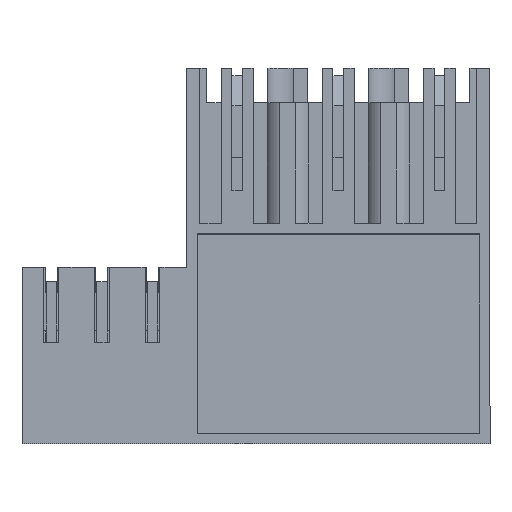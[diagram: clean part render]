
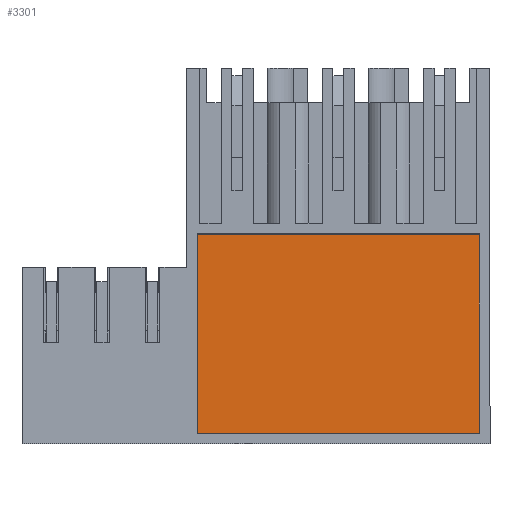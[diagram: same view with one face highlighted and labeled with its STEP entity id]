
A CAD part, top view. The second image highlights one B-rep face of the part: STEP entity #3301.
In plain terms, the highlighted planar face has unit normal (0, 0, 1).
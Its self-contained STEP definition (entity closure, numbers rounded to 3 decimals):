
#1761=AXIS2_PLACEMENT_3D('Plane Axis2P3D',#1758,#1759,#1760) ;
#1758=CARTESIAN_POINT('Axis2P3D Location',(78.21,-28.3,13.3)) ;
#2918=CARTESIAN_POINT('Line Origine',(-11.43,-27.5,13.3)) ;
#2922=CARTESIAN_POINT('Vertex',(-0.8,-27.5,13.3)) ;
#2924=CARTESIAN_POINT('Vertex',(-22.06,-27.5,13.3)) ;
#2949=CARTESIAN_POINT('Line Origine',(-22.06,-20.,13.3)) ;
#2953=CARTESIAN_POINT('Vertex',(-22.06,-12.5,13.3)) ;
#2973=CARTESIAN_POINT('Line Origine',(-11.43,-12.5,13.3)) ;
#2977=CARTESIAN_POINT('Vertex',(-0.8,-12.5,13.3)) ;
#3290=CARTESIAN_POINT('Line Origine',(-0.8,-20.,13.3)) ;
#1759=DIRECTION('Axis2P3D Direction',(0.,0.,1.)) ;
#1760=DIRECTION('Axis2P3D XDirection',(1.,0.,0.)) ;
#2919=DIRECTION('Vector Direction',(-1.,0.,0.)) ;
#2950=DIRECTION('Vector Direction',(0.,1.,0.)) ;
#2974=DIRECTION('Vector Direction',(1.,0.,0.)) ;
#3291=DIRECTION('Vector Direction',(0.,1.,0.)) ;
#2920=VECTOR('Line Direction',#2919,1.) ;
#2951=VECTOR('Line Direction',#2950,1.) ;
#2975=VECTOR('Line Direction',#2974,1.) ;
#3292=VECTOR('Line Direction',#3291,1.) ;
#3296=ORIENTED_EDGE('',*,*,#2979,.F.) ;
#3297=ORIENTED_EDGE('',*,*,#2955,.F.) ;
#3298=ORIENTED_EDGE('',*,*,#2926,.F.) ;
#3299=ORIENTED_EDGE('',*,*,#3294,.T.) ;
#3301=ADVANCED_FACE('HOUSING',(#3300),#1762,.T.) ;
#2926=EDGE_CURVE('',#2923,#2925,#2921,.T.) ;
#2955=EDGE_CURVE('',#2925,#2954,#2952,.T.) ;
#2979=EDGE_CURVE('',#2954,#2978,#2976,.T.) ;
#3294=EDGE_CURVE('',#2923,#2978,#3293,.T.) ;
#3295=EDGE_LOOP('',(#3296,#3297,#3298,#3299)) ;
#3300=FACE_OUTER_BOUND('',#3295,.T.) ;
#2921=LINE('Line',#2918,#2920) ;
#2952=LINE('Line',#2949,#2951) ;
#2976=LINE('Line',#2973,#2975) ;
#3293=LINE('Line',#3290,#3292) ;
#1762=PLANE('',#1761) ;
#2923=VERTEX_POINT('',#2922) ;
#2925=VERTEX_POINT('',#2924) ;
#2954=VERTEX_POINT('',#2953) ;
#2978=VERTEX_POINT('',#2977) ;
